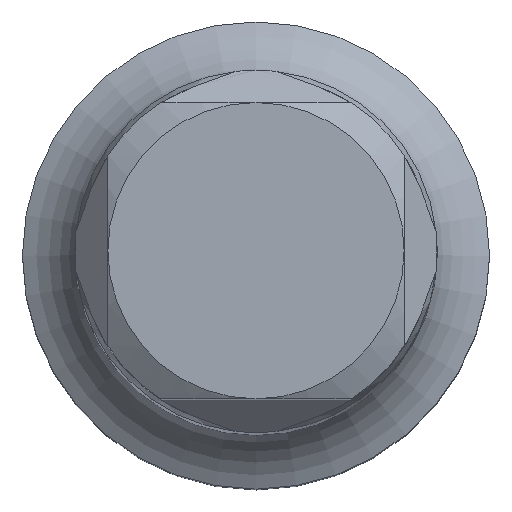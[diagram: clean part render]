
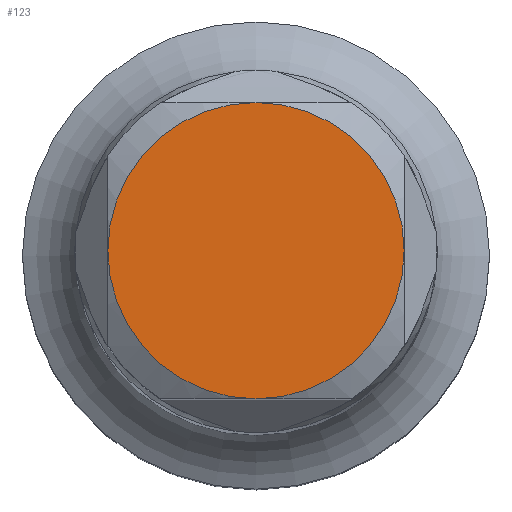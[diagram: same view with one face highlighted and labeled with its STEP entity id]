
A CAD part, top view. The second image highlights one B-rep face of the part: STEP entity #123.
In plain terms, the highlighted planar face has unit normal (0, 0, 1).
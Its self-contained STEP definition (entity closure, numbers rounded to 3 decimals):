
#87=CIRCLE('',#569,4.5);
#91=CIRCLE('',#576,4.5);
#95=CIRCLE('',#583,4.5);
#98=CIRCLE('',#589,4.5);
#123=ADVANCED_FACE('NONE',(#166),#142,.T.);
#142=PLANE('',#591);
#166=FACE_OUTER_BOUND('',#190,.T.);
#190=EDGE_LOOP('',(#328,#329,#330,#331));
#328=ORIENTED_EDGE('',*,*,#468,.F.);
#329=ORIENTED_EDGE('',*,*,#474,.F.);
#330=ORIENTED_EDGE('',*,*,#452,.F.);
#331=ORIENTED_EDGE('',*,*,#460,.F.);
#402=VERTEX_POINT('',#873);
#403=VERTEX_POINT('',#878);
#406=VERTEX_POINT('',#898);
#409=VERTEX_POINT('',#918);
#452=EDGE_CURVE('NONE',#403,#402,#87,.T.);
#460=EDGE_CURVE('NONE',#406,#403,#91,.T.);
#468=EDGE_CURVE('NONE',#409,#406,#95,.T.);
#474=EDGE_CURVE('NONE',#402,#409,#98,.T.);
#569=AXIS2_PLACEMENT_3D('',#879,#672,#673);
#576=AXIS2_PLACEMENT_3D('',#899,#688,#689);
#583=AXIS2_PLACEMENT_3D('',#919,#704,#705);
#589=AXIS2_PLACEMENT_3D('',#933,#718,#719);
#591=AXIS2_PLACEMENT_3D('',#939,#722,#723);
#672=DIRECTION('',(0.,0.,-1.));
#673=DIRECTION('',(-1.,0.,0.));
#688=DIRECTION('',(0.,0.,-1.));
#689=DIRECTION('',(-1.,0.,0.));
#704=DIRECTION('',(0.,0.,-1.));
#705=DIRECTION('',(-1.,0.,0.));
#718=DIRECTION('',(0.,0.,-1.));
#719=DIRECTION('',(-1.,0.,0.));
#722=DIRECTION('',(0.,0.,1.));
#723=DIRECTION('',(1.,0.,0.));
#873=CARTESIAN_POINT('',(-4.5,0.,0.));
#878=CARTESIAN_POINT('',(0.,-4.5,0.));
#879=CARTESIAN_POINT('',(0.,0.,0.));
#898=CARTESIAN_POINT('',(4.5,0.,0.));
#899=CARTESIAN_POINT('',(0.,0.,0.));
#918=CARTESIAN_POINT('',(0.,4.5,0.));
#919=CARTESIAN_POINT('',(0.,0.,0.));
#933=CARTESIAN_POINT('',(0.,0.,0.));
#939=CARTESIAN_POINT('',(0.,0.,0.));
